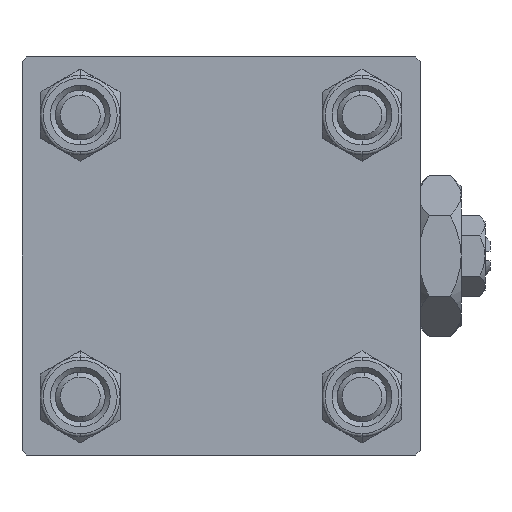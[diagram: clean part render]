
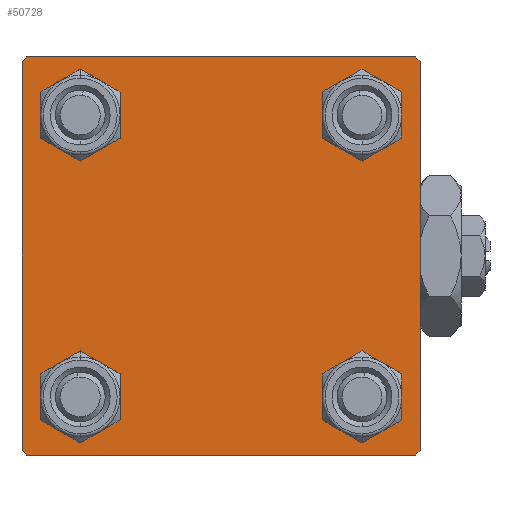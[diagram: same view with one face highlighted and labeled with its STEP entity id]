
A CAD part, left-side view. The second image highlights one B-rep face of the part: STEP entity #50728.
In plain terms, the highlighted planar face has unit normal (-1, 0, 0).
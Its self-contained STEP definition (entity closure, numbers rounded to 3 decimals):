
#35 = VERTEX_POINT ( 'NONE', #9046 ) ;
#414 = ORIENTED_EDGE ( 'NONE', *, *, #2804, .T. ) ;
#630 = ORIENTED_EDGE ( 'NONE', *, *, #2222, .T. ) ;
#1036 = CARTESIAN_POINT ( 'NONE',  ( 0., 19.75, -19.75 ) ) ;
#1247 = EDGE_CURVE ( 'NONE', #3576, #51412, #31987, .T. ) ;
#1254 = ORIENTED_EDGE ( 'NONE', *, *, #31816, .T. ) ;
#1719 = DIRECTION ( 'NONE',  ( 0., 0.707, -0.707 ) ) ;
#1852 = DIRECTION ( 'NONE',  ( 0., 0., 1. ) ) ;
#2222 = EDGE_CURVE ( 'NONE', #12874, #35, #38715, .T. ) ;
#2332 = CARTESIAN_POINT ( 'NONE',  ( 0., -19.5, 20. ) ) ;
#2404 = DIRECTION ( 'NONE',  ( 0., 0., 1. ) ) ;
#2489 = CARTESIAN_POINT ( 'NONE',  ( 0., -19.75, 19.75 ) ) ;
#2739 = LINE ( 'NONE', #2489, #34912 ) ;
#2804 = EDGE_CURVE ( 'NONE', #14508, #5572, #14562, .T. ) ;
#3083 = LINE ( 'NONE', #4118, #18218 ) ;
#3171 = CARTESIAN_POINT ( 'NONE',  ( 0., 14.15, 14.15 ) ) ;
#3576 = VERTEX_POINT ( 'NONE', #20388 ) ;
#3632 = DIRECTION ( 'NONE',  ( 1., 0., 0. ) ) ;
#4067 = VECTOR ( 'NONE', #38028, 1000. ) ;
#4118 = CARTESIAN_POINT ( 'NONE',  ( 0., 20., 20. ) ) ;
#5409 = ORIENTED_EDGE ( 'NONE', *, *, #16507, .T. ) ;
#5572 = VERTEX_POINT ( 'NONE', #33339 ) ;
#6064 = EDGE_LOOP ( 'NONE', ( #13374, #49442 ) ) ;
#6671 = CARTESIAN_POINT ( 'NONE',  ( 0., 14.15, 14.15 ) ) ;
#7477 = FACE_BOUND ( 'NONE', #6064, .T. ) ;
#7708 = VERTEX_POINT ( 'NONE', #13929 ) ;
#8428 = CARTESIAN_POINT ( 'NONE',  ( 0., -14.15, -14.15 ) ) ;
#9046 = CARTESIAN_POINT ( 'NONE',  ( 0., 14.15, -17.15 ) ) ;
#9277 = EDGE_CURVE ( 'NONE', #35, #12874, #42352, .T. ) ;
#9359 = AXIS2_PLACEMENT_3D ( 'NONE', #30242, #26048, #2404 ) ;
#9698 = ORIENTED_EDGE ( 'NONE', *, *, #40475, .F. ) ;
#9988 = DIRECTION ( 'NONE',  ( 1., 0., 0. ) ) ;
#11420 = DIRECTION ( 'NONE',  ( -1., 0., 0. ) ) ;
#11680 = DIRECTION ( 'NONE',  ( 0., 0., 1. ) ) ;
#11715 = CIRCLE ( 'NONE', #41061, 3. ) ;
#12261 = AXIS2_PLACEMENT_3D ( 'NONE', #3171, #27591, #43583 ) ;
#12874 = VERTEX_POINT ( 'NONE', #48763 ) ;
#13082 = CARTESIAN_POINT ( 'NONE',  ( 0., 19.5, -20. ) ) ;
#13237 = LINE ( 'NONE', #14008, #15229 ) ;
#13374 = ORIENTED_EDGE ( 'NONE', *, *, #29071, .T. ) ;
#13888 = ORIENTED_EDGE ( 'NONE', *, *, #24140, .T. ) ;
#13929 = CARTESIAN_POINT ( 'NONE',  ( 0., -19.5, -20. ) ) ;
#14008 = CARTESIAN_POINT ( 'NONE',  ( 0., -19.75, -19.75 ) ) ;
#14508 = VERTEX_POINT ( 'NONE', #40689 ) ;
#14562 = LINE ( 'NONE', #46345, #17839 ) ;
#15229 = VECTOR ( 'NONE', #48931, 1000. ) ;
#15311 = DIRECTION ( 'NONE',  ( 0., 0., 1. ) ) ;
#15568 = CARTESIAN_POINT ( 'NONE',  ( 0., 20., -20. ) ) ;
#15877 = FACE_BOUND ( 'NONE', #41753, .T. ) ;
#16507 = EDGE_CURVE ( 'NONE', #26419, #18148, #2739, .T. ) ;
#17209 = AXIS2_PLACEMENT_3D ( 'NONE', #6671, #51004, #34494 ) ;
#17322 = LINE ( 'NONE', #1036, #24183 ) ;
#17399 = CIRCLE ( 'NONE', #25773, 3. ) ;
#17839 = VECTOR ( 'NONE', #1719, 1000. ) ;
#18148 = VERTEX_POINT ( 'NONE', #2332 ) ;
#18197 = ORIENTED_EDGE ( 'NONE', *, *, #36618, .T. ) ;
#18218 = VECTOR ( 'NONE', #19879, 1000. ) ;
#19552 = FACE_OUTER_BOUND ( 'NONE', #40023, .T. ) ;
#19819 = ORIENTED_EDGE ( 'NONE', *, *, #1247, .T. ) ;
#19879 = DIRECTION ( 'NONE',  ( 0., -1., 0. ) ) ;
#20081 = VERTEX_POINT ( 'NONE', #24372 ) ;
#20388 = CARTESIAN_POINT ( 'NONE',  ( 0., -14.15, 17.15 ) ) ;
#20658 = DIRECTION ( 'NONE',  ( 1., 0., 0. ) ) ;
#21354 = VERTEX_POINT ( 'NONE', #43032 ) ;
#21947 = ORIENTED_EDGE ( 'NONE', *, *, #29833, .F. ) ;
#22041 = CARTESIAN_POINT ( 'NONE',  ( 0., 20., 20. ) ) ;
#22068 = CARTESIAN_POINT ( 'NONE',  ( 0., -14.15, 14.15 ) ) ;
#23485 = VERTEX_POINT ( 'NONE', #24056 ) ;
#24056 = CARTESIAN_POINT ( 'NONE',  ( 0., -14.15, -11.15 ) ) ;
#24140 = EDGE_CURVE ( 'NONE', #30039, #21354, #34896, .T. ) ;
#24183 = VECTOR ( 'NONE', #45154, 1000. ) ;
#24372 = CARTESIAN_POINT ( 'NONE',  ( 0., -14.15, -17.15 ) ) ;
#24410 = ORIENTED_EDGE ( 'NONE', *, *, #43921, .T. ) ;
#25773 = AXIS2_PLACEMENT_3D ( 'NONE', #29768, #20658, #33948 ) ;
#25883 = DIRECTION ( 'NONE',  ( 0., 0., 1. ) ) ;
#26048 = DIRECTION ( 'NONE',  ( 1., 0., 0. ) ) ;
#26419 = VERTEX_POINT ( 'NONE', #37271 ) ;
#26456 = AXIS2_PLACEMENT_3D ( 'NONE', #38697, #26901, #25883 ) ;
#26901 = DIRECTION ( 'NONE',  ( 1., 0., 0. ) ) ;
#27591 = DIRECTION ( 'NONE',  ( 1., 0., 0. ) ) ;
#28092 = CARTESIAN_POINT ( 'NONE',  ( 0., 20., -19.5 ) ) ;
#29068 = CARTESIAN_POINT ( 'NONE',  ( 0., 14.15, 17.15 ) ) ;
#29071 = EDGE_CURVE ( 'NONE', #23485, #20081, #17399, .T. ) ;
#29768 = CARTESIAN_POINT ( 'NONE',  ( 0., -14.15, -14.15 ) ) ;
#29774 = CIRCLE ( 'NONE', #17209, 3. ) ;
#29833 = EDGE_CURVE ( 'NONE', #14508, #18148, #3083, .T. ) ;
#30039 = VERTEX_POINT ( 'NONE', #29068 ) ;
#30242 = CARTESIAN_POINT ( 'NONE',  ( 0., -14.15, 14.15 ) ) ;
#30953 = LINE ( 'NONE', #34902, #48636 ) ;
#31054 = LINE ( 'NONE', #15568, #31075 ) ;
#31075 = VECTOR ( 'NONE', #38929, 1000. ) ;
#31101 = ORIENTED_EDGE ( 'NONE', *, *, #9277, .T. ) ;
#31187 = AXIS2_PLACEMENT_3D ( 'NONE', #44059, #3632, #51674 ) ;
#31586 = VERTEX_POINT ( 'NONE', #40142 ) ;
#31816 = EDGE_CURVE ( 'NONE', #45403, #38464, #17322, .T. ) ;
#31987 = CIRCLE ( 'NONE', #9359, 3. ) ;
#32710 = EDGE_CURVE ( 'NONE', #5572, #45403, #45941, .T. ) ;
#33339 = CARTESIAN_POINT ( 'NONE',  ( 0., 20., 19.5 ) ) ;
#33948 = DIRECTION ( 'NONE',  ( 0., 0., 1. ) ) ;
#34494 = DIRECTION ( 'NONE',  ( 0., 0., 1. ) ) ;
#34896 = CIRCLE ( 'NONE', #12261, 3. ) ;
#34902 = CARTESIAN_POINT ( 'NONE',  ( 0., -20., 20. ) ) ;
#34912 = VECTOR ( 'NONE', #42902, 1000. ) ;
#36499 = EDGE_CURVE ( 'NONE', #20081, #23485, #11715, .T. ) ;
#36618 = EDGE_CURVE ( 'NONE', #51412, #3576, #46989, .T. ) ;
#37176 = CARTESIAN_POINT ( 'NONE',  ( 0., -14.15, 11.15 ) ) ;
#37271 = CARTESIAN_POINT ( 'NONE',  ( 0., -20., 19.5 ) ) ;
#37991 = EDGE_CURVE ( 'NONE', #38464, #7708, #31054, .T. ) ;
#38028 = DIRECTION ( 'NONE',  ( 0., 0., -1. ) ) ;
#38464 = VERTEX_POINT ( 'NONE', #13082 ) ;
#38608 = EDGE_LOOP ( 'NONE', ( #19819, #18197 ) ) ;
#38697 = CARTESIAN_POINT ( 'NONE',  ( 0., 14.15, -14.15 ) ) ;
#38715 = CIRCLE ( 'NONE', #31187, 3. ) ;
#38929 = DIRECTION ( 'NONE',  ( 0., -1., 0. ) ) ;
#39740 = FACE_BOUND ( 'NONE', #38608, .T. ) ;
#40023 = EDGE_LOOP ( 'NONE', ( #46598, #1254, #45413, #24410, #9698, #5409, #21947, #414 ) ) ;
#40142 = CARTESIAN_POINT ( 'NONE',  ( 0., -20., -19.5 ) ) ;
#40475 = EDGE_CURVE ( 'NONE', #26419, #31586, #30953, .T. ) ;
#40689 = CARTESIAN_POINT ( 'NONE',  ( 0., 19.5, 20. ) ) ;
#41061 = AXIS2_PLACEMENT_3D ( 'NONE', #8428, #51268, #15311 ) ;
#41753 = EDGE_LOOP ( 'NONE', ( #13888, #49572 ) ) ;
#42352 = CIRCLE ( 'NONE', #26456, 3. ) ;
#42902 = DIRECTION ( 'NONE',  ( 0., 0.707, 0.707 ) ) ;
#43032 = CARTESIAN_POINT ( 'NONE',  ( 0., 14.15, 11.15 ) ) ;
#43353 = EDGE_LOOP ( 'NONE', ( #630, #31101 ) ) ;
#43583 = DIRECTION ( 'NONE',  ( 0., 0., 1. ) ) ;
#43921 = EDGE_CURVE ( 'NONE', #7708, #31586, #13237, .T. ) ;
#43946 = PLANE ( 'NONE',  #49050 ) ;
#44059 = CARTESIAN_POINT ( 'NONE',  ( 0., 14.15, -14.15 ) ) ;
#45154 = DIRECTION ( 'NONE',  ( 0., -0.707, -0.707 ) ) ;
#45403 = VERTEX_POINT ( 'NONE', #28092 ) ;
#45413 = ORIENTED_EDGE ( 'NONE', *, *, #37991, .T. ) ;
#45941 = LINE ( 'NONE', #22041, #4067 ) ;
#46345 = CARTESIAN_POINT ( 'NONE',  ( 0., 19.75, 19.75 ) ) ;
#46598 = ORIENTED_EDGE ( 'NONE', *, *, #32710, .T. ) ;
#46989 = CIRCLE ( 'NONE', #51170, 3. ) ;
#47495 = DIRECTION ( 'NONE',  ( 0., 0., -1. ) ) ;
#47653 = FACE_BOUND ( 'NONE', #43353, .T. ) ;
#47914 = CARTESIAN_POINT ( 'NONE',  ( 0., 0., 0. ) ) ;
#48499 = EDGE_CURVE ( 'NONE', #21354, #30039, #29774, .T. ) ;
#48636 = VECTOR ( 'NONE', #47495, 1000. ) ;
#48763 = CARTESIAN_POINT ( 'NONE',  ( 0., 14.15, -11.15 ) ) ;
#48931 = DIRECTION ( 'NONE',  ( 0., -0.707, 0.707 ) ) ;
#49050 = AXIS2_PLACEMENT_3D ( 'NONE', #47914, #11420, #11680 ) ;
#49442 = ORIENTED_EDGE ( 'NONE', *, *, #36499, .T. ) ;
#49572 = ORIENTED_EDGE ( 'NONE', *, *, #48499, .T. ) ;
#50728 = ADVANCED_FACE ( 'NONE', ( #39740, #7477, #47653, #15877, #19552 ), #43946, .T. ) ;
#51004 = DIRECTION ( 'NONE',  ( 1., 0., 0. ) ) ;
#51170 = AXIS2_PLACEMENT_3D ( 'NONE', #22068, #9988, #1852 ) ;
#51268 = DIRECTION ( 'NONE',  ( 1., 0., 0. ) ) ;
#51412 = VERTEX_POINT ( 'NONE', #37176 ) ;
#51674 = DIRECTION ( 'NONE',  ( 0., 0., 1. ) ) ;
